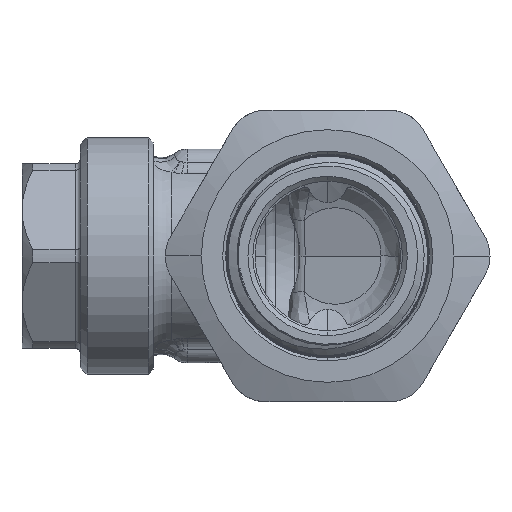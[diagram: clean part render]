
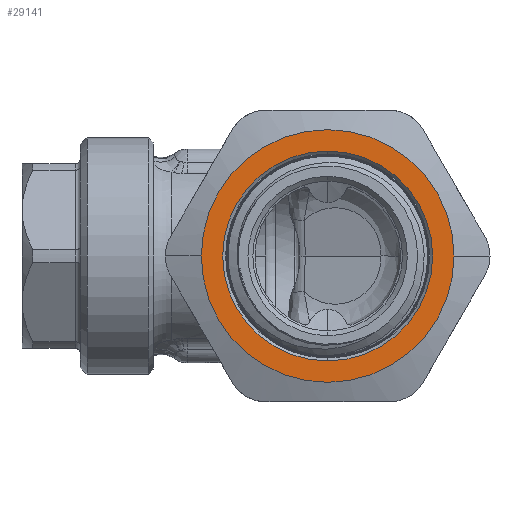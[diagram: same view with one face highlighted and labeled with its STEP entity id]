
A CAD part, left-side view. The second image highlights one B-rep face of the part: STEP entity #29141.
In plain terms, the highlighted planar face has unit normal (-1, 0, 0).
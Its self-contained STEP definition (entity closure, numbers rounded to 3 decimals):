
#7225=CARTESIAN_POINT('',(-28.7,0.,0.));
#7226=DIRECTION('',(-1.,0.,0.));
#7227=DIRECTION('',(0.,-1.,0.));
#7228=AXIS2_PLACEMENT_3D('',#7225,#7226,#7227);
#7230=CARTESIAN_POINT('',(-28.7,0.,0.));
#7231=DIRECTION('',(-1.,0.,0.));
#7232=DIRECTION('',(0.,1.,0.));
#7233=AXIS2_PLACEMENT_3D('',#7230,#7231,#7232);
#7375=CARTESIAN_POINT('',(-28.7,0.,0.));
#7376=DIRECTION('',(-1.,0.,0.));
#7377=DIRECTION('',(0.,0.,-1.));
#7378=AXIS2_PLACEMENT_3D('',#7375,#7376,#7377);
#7385=CARTESIAN_POINT('',(-28.7,0.,0.));
#7386=DIRECTION('',(-1.,0.,0.));
#7387=DIRECTION('',(0.,0.,1.));
#7388=AXIS2_PLACEMENT_3D('',#7385,#7386,#7387);
#17386=CARTESIAN_POINT('',(-28.7,0.,-10.8));
#17387=CARTESIAN_POINT('',(-28.7,0.,10.8));
#17388=VERTEX_POINT('',#17386);
#17389=VERTEX_POINT('',#17387);
#17394=CARTESIAN_POINT('',(-28.7,-13.,0.));
#17395=CARTESIAN_POINT('',(-28.7,13.,0.));
#17396=VERTEX_POINT('',#17394);
#17397=VERTEX_POINT('',#17395);
#29125=CARTESIAN_POINT('',(-28.7,0.,0.));
#29126=DIRECTION('',(1.,0.,0.));
#29127=DIRECTION('',(0.,1.,0.));
#29128=AXIS2_PLACEMENT_3D('',#29125,#29126,#29127);
#29129=PLANE('',#29128);
#29130=ORIENTED_EDGE('',*,*,#29109,.F.);
#29132=ORIENTED_EDGE('',*,*,#29131,.F.);
#29133=EDGE_LOOP('',(#29130,#29132));
#29134=FACE_OUTER_BOUND('',#29133,.F.);
#29136=ORIENTED_EDGE('',*,*,#29135,.T.);
#29138=ORIENTED_EDGE('',*,*,#29137,.T.);
#29139=EDGE_LOOP('',(#29136,#29138));
#29140=FACE_BOUND('',#29139,.F.);
#29141=ADVANCED_FACE('',(#29134,#29140),#29129,.F.);
#7229=CIRCLE('',#7228,13.);
#7234=CIRCLE('',#7233,13.);
#7379=CIRCLE('',#7378,10.8);
#7389=CIRCLE('',#7388,10.8);
#29109=EDGE_CURVE('',#17396,#17397,#7229,.T.);
#29131=EDGE_CURVE('',#17397,#17396,#7234,.T.);
#29135=EDGE_CURVE('',#17388,#17389,#7379,.T.);
#29137=EDGE_CURVE('',#17389,#17388,#7389,.T.);
